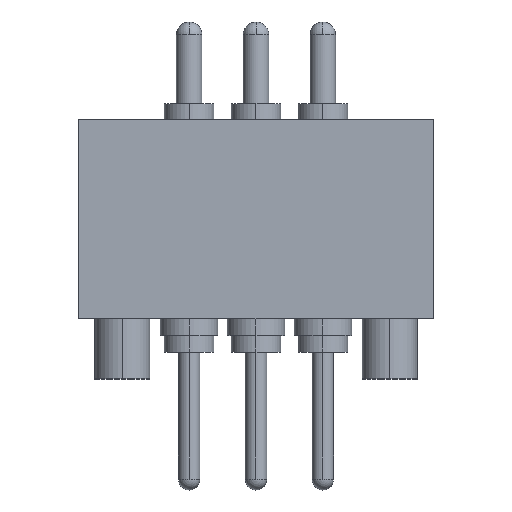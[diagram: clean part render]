
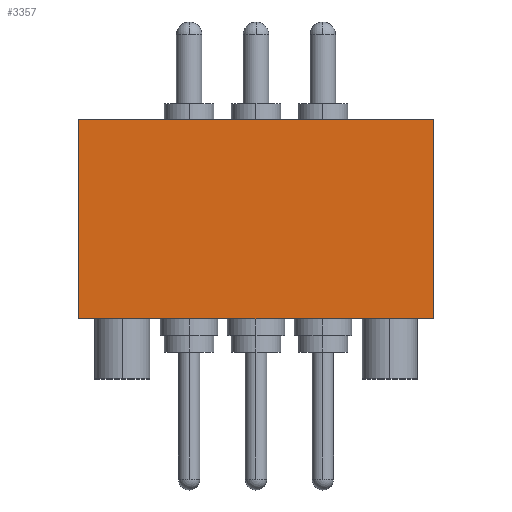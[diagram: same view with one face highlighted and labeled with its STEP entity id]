
A CAD part, top view. The second image highlights one B-rep face of the part: STEP entity #3357.
In plain terms, the highlighted planar face has unit normal (0, 0, 1).
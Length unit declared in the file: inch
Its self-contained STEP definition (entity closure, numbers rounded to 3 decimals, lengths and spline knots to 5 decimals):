
#63 = DIRECTION ( 'NONE',  ( 0., 1., 0. ) ) ;
#473 = EDGE_CURVE ( 'NONE', #2992, #1948, #1637, .T. ) ;
#535 = AXIS2_PLACEMENT_3D ( 'NONE', #1957, #2283, #2850 ) ;
#594 = VECTOR ( 'NONE', #63, 39.37008 ) ;
#632 = CARTESIAN_POINT ( 'NONE',  ( 0.265, -0.149, 0. ) ) ;
#756 = LINE ( 'NONE', #3715, #3005 ) ;
#1095 = EDGE_CURVE ( 'NONE', #1948, #4416, #756, .T. ) ;
#1456 = EDGE_CURVE ( 'NONE', #2992, #3090, #2398, .T. ) ;
#1637 = LINE ( 'NONE', #3812, #2345 ) ;
#1948 = VERTEX_POINT ( 'NONE', #3937 ) ;
#1957 = CARTESIAN_POINT ( 'NONE',  ( 0., -0.149, 0. ) ) ;
#1997 = LINE ( 'NONE', #632, #594 ) ;
#2083 = PLANE ( 'NONE',  #535 ) ;
#2111 = CARTESIAN_POINT ( 'NONE',  ( 0., -0.149, 0. ) ) ;
#2210 = ORIENTED_EDGE ( 'NONE', *, *, #2439, .T. ) ;
#2283 = DIRECTION ( 'NONE',  ( 0., 0., 1. ) ) ;
#2313 = CARTESIAN_POINT ( 'NONE',  ( 0.265, 0., 0. ) ) ;
#2345 = VECTOR ( 'NONE', #4440, 39.37008 ) ;
#2395 = VECTOR ( 'NONE', #3673, 39.37008 ) ;
#2398 = LINE ( 'NONE', #3049, #2395 ) ;
#2439 = EDGE_CURVE ( 'NONE', #3090, #4416, #1997, .T. ) ;
#2850 = DIRECTION ( 'NONE',  ( 1., 0., 0. ) ) ;
#2992 = VERTEX_POINT ( 'NONE', #2111 ) ;
#3005 = VECTOR ( 'NONE', #3922, 39.37008 ) ;
#3049 = CARTESIAN_POINT ( 'NONE',  ( 0., -0.149, 0. ) ) ;
#3090 = VERTEX_POINT ( 'NONE', #3410 ) ;
#3357 = ADVANCED_FACE ( 'NONE', ( #3468 ), #2083, .T. ) ;
#3410 = CARTESIAN_POINT ( 'NONE',  ( 0.265, -0.149, 0. ) ) ;
#3468 = FACE_OUTER_BOUND ( 'NONE', #4068, .T. ) ;
#3612 = ORIENTED_EDGE ( 'NONE', *, *, #1095, .F. ) ;
#3673 = DIRECTION ( 'NONE',  ( 1., 0., 0. ) ) ;
#3715 = CARTESIAN_POINT ( 'NONE',  ( 0., 0., 0. ) ) ;
#3731 = ORIENTED_EDGE ( 'NONE', *, *, #1456, .T. ) ;
#3812 = CARTESIAN_POINT ( 'NONE',  ( 0., -0.149, 0. ) ) ;
#3922 = DIRECTION ( 'NONE',  ( 1., 0., 0. ) ) ;
#3937 = CARTESIAN_POINT ( 'NONE',  ( 0., 0., 0. ) ) ;
#4021 = ORIENTED_EDGE ( 'NONE', *, *, #473, .F. ) ;
#4068 = EDGE_LOOP ( 'NONE', ( #3612, #4021, #3731, #2210 ) ) ;
#4416 = VERTEX_POINT ( 'NONE', #2313 ) ;
#4440 = DIRECTION ( 'NONE',  ( 0., 1., 0. ) ) ;
